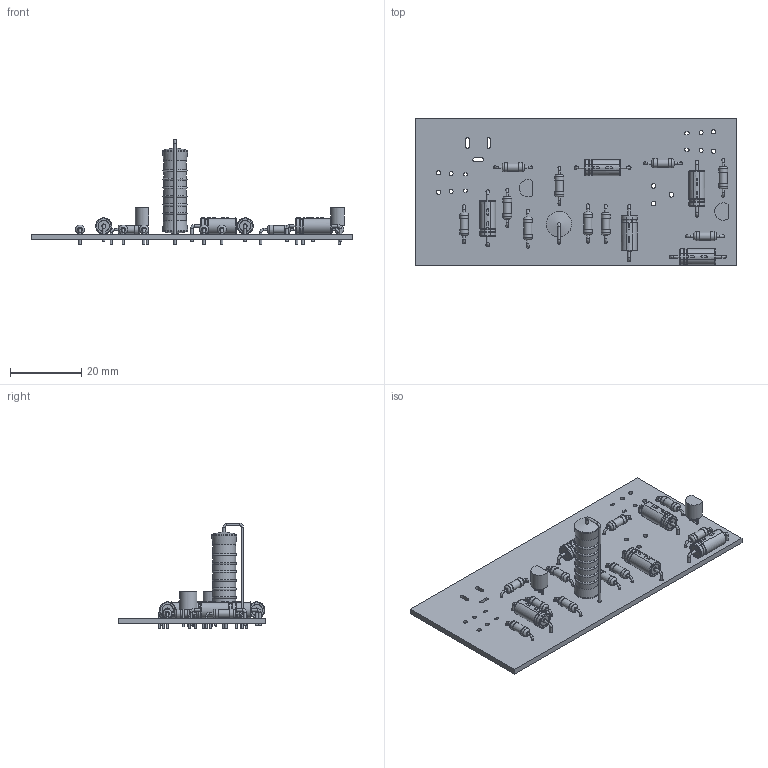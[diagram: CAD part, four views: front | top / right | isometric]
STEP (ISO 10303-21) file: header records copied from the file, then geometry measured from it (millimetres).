
FILE_DESCRIPTION(('KiCad electronic assembly'),'2;1');
FILE_NAME('calen wah pedal.step','2023-09-15T10:49:37',('Pcbnew'),( 'Kicad'),'Open CASCADE STEP processor 7.6','KiCad to STEP converter' ,'Unknown');
FILE_SCHEMA(('AUTOMOTIVE_DESIGN { 1 0 10303 214 1 1 1 1 }'));
Length unit declared in the file: millimetre
Products named in the file (10): calen wah pedal 1; R_Axial_DIN0207_L6.3mm_D2.5mm_P10.16mm_Horizontal; SOLID; CP_Axial_L10.0mm_D4.5mm_P15.00mm_Horizontal; L_Axial_L24.0mm_D7.1mm_P5.08mm_Vertical_Vishay_IM-10-28; TO-92_Inline; _autosave-calen wah pedal PCB
Assembly tree (23 placements, depth 3):
  calen wah pedal 1
    R_Axial_DIN0207_L6.3mm_D2.5mm_P10.16mm_Horizontal  x10
      SOLID
    CP_Axial_L10.0mm_D4.5mm_P15.00mm_Horizontal  x5
      SOLID
    L_Axial_L24.0mm_D7.1mm_P5.08mm_Vertical_Vishay_IM-10-28
      SOLID
    TO-92_Inline  x2
      SOLID
    _autosave-calen wah pedal PCB
Bounding box: 90.2 x 41.5 x 29.55 mm (x, y, z)
Volume: 7986.4 mm3; surface area: 10876.8 mm2
Topology: 19 solids, 24 shells, 650 faces, 1489 edges, 958 vertices
Faces by surface type: bspline 555, cylinder 67, plane 28
Full cylindrical faces by diameter (mm): 0.75 x6, 0.8 x20, 1 x12, 1.1 x4, 1.3 x3
Entity records: 17509 total; most frequent: CARTESIAN_POINT 7217, ORIENTED_EDGE 1120, PCURVE 1120, DEFINITIONAL_REPRESENTATION 1120, DIRECTION 1075, B_SPLINE_CURVE_WITH_KNOTS 660, LINE 569, VECTOR 569
